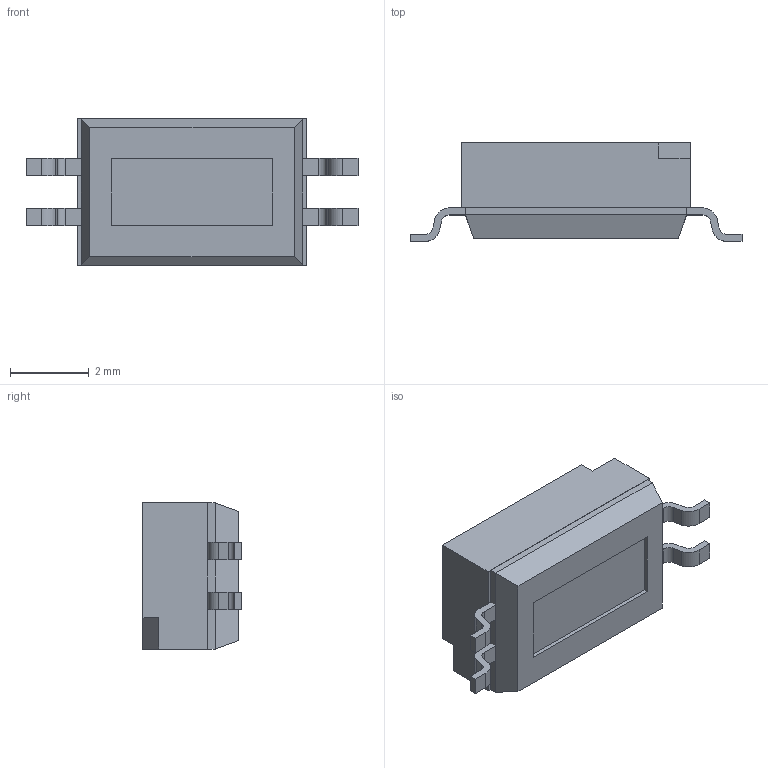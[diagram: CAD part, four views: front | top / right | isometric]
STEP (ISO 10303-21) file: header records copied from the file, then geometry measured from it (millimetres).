
FILE_DESCRIPTION (( 'STEP AP214' ), '1' );
FILE_NAME ('218-2LPST.STEP', '2018-11-14T01:15:59', ( '' ), ( '' ), 'SwSTEP 2.0', 'SolidWorks 2018', '' );
FILE_SCHEMA (( 'AUTOMOTIVE_DESIGN' ));
Length unit declared in the file: millimetre
Products named in the file (5): 218-02-002; 218 terminal lead frame; 218-40-002; 218-56-003; 218-2LPST
Assembly tree (6 placements, depth 2):
  218-2LPST
    218-02-002
    218-40-002
    218 terminal lead frame  x2
    218-56-003  x2
Bounding box: 8.43 x 2.51 x 3.71 mm (x, y, z)
Volume: 45.5 mm3; surface area: 224.9 mm2
Topology: 8 solids, 8 shells, 432 faces, 1194 edges, 788 vertices
Faces by surface type: plane 286, cylinder 105, bspline 41
Entity records: 12438 total; most frequent: CARTESIAN_POINT 3871, ORIENTED_EDGE 1708, DIRECTION 1364, EDGE_CURVE 854, VECTOR 654, LINE 654, VERTEX_POINT 564, AXIS2_PLACEMENT_3D 355
